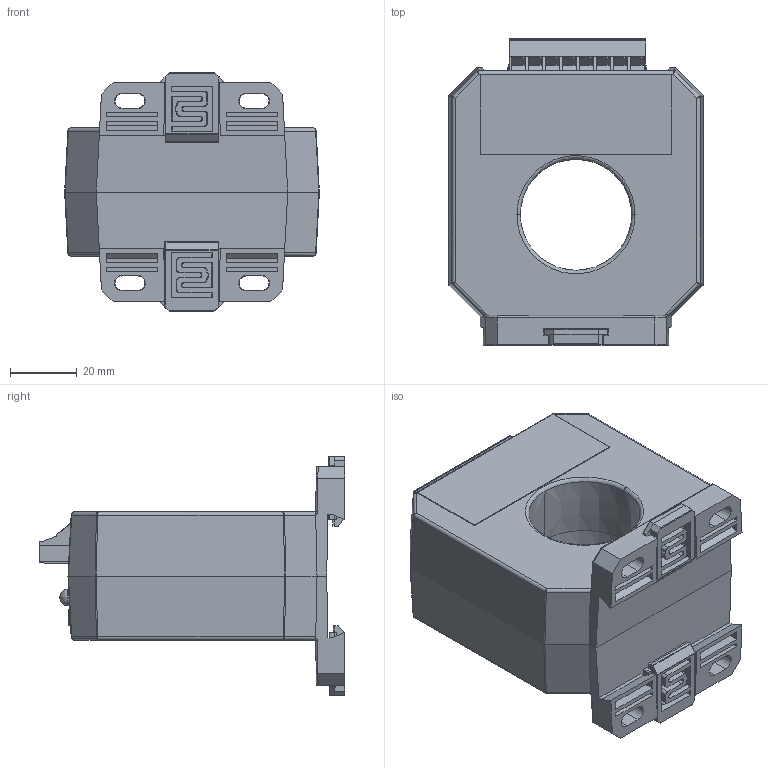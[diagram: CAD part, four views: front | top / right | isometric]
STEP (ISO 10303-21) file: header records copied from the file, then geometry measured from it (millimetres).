
FILE_DESCRIPTION (( 'STEP AP214' ), '1' );
FILE_NAME ('ACS035-2C-24-F.STEP', '2020-10-20T14:21:38', ( '' ), ( '' ), 'SwSTEP 2.0', 'SolidWorks 2017', '' );
FILE_SCHEMA (( 'AUTOMOTIVE_DESIGN' ));
Length unit declared in the file: inch
Products named in the file (1): ACS035-2C-24-F
Bounding box: 76.07 x 91.37 x 71.63 mm (x, y, z)
Volume: 68634.2 mm3; surface area: 75426.4 mm2
Topology: 33 solids, 33 shells, 1584 faces, 4153 edges, 2695 vertices
Faces by surface type: plane 980, cylinder 426, bspline 106, cone 72
Entity records: 60960 total; most frequent: CARTESIAN_POINT 22637, ORIENTED_EDGE 8274, DIRECTION 7117, EDGE_CURVE 4137, LINE 2775, VECTOR 2775, VERTEX_POINT 2695, AXIS2_PLACEMENT_3D 2171
